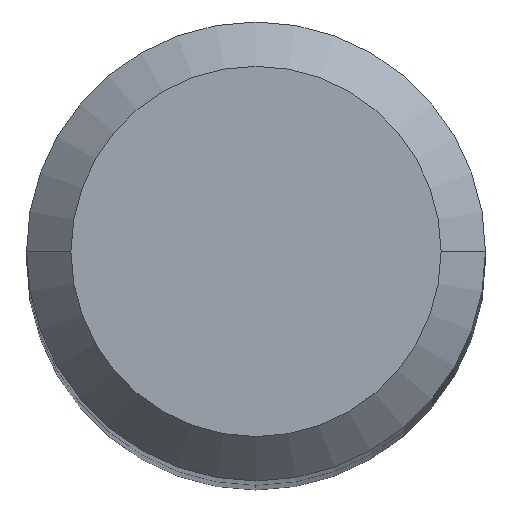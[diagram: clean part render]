
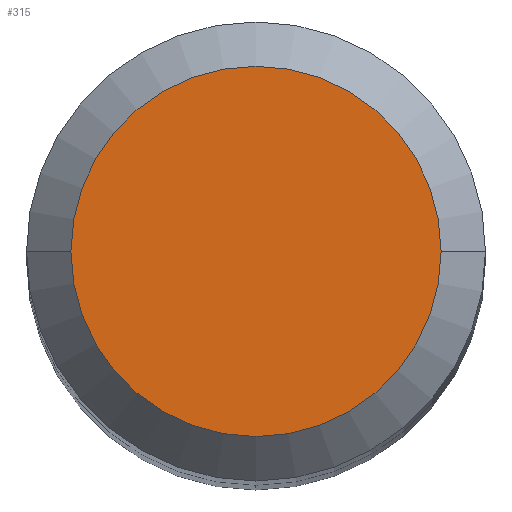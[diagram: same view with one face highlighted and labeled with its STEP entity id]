
A CAD part, top view. The second image highlights one B-rep face of the part: STEP entity #315.
In plain terms, the highlighted planar face has unit normal (0, 0, 1).
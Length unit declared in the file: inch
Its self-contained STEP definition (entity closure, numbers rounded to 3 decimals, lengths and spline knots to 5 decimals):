
#14 = VERTEX_POINT ( 'NONE', #354 ) ;
#22 = ORIENTED_EDGE ( 'NONE', *, *, #34, .T. ) ;
#24 = DIRECTION ( 'NONE',  ( 0., 0., -1. ) ) ;
#34 = EDGE_CURVE ( 'NONE', #14, #119, #177, .T. ) ;
#43 = EDGE_CURVE ( 'NONE', #119, #14, #256, .T. ) ;
#51 = EDGE_LOOP ( 'NONE', ( #122, #22 ) ) ;
#77 = DIRECTION ( 'NONE',  ( -1., 0., 0. ) ) ;
#119 = VERTEX_POINT ( 'NONE', #368 ) ;
#122 = ORIENTED_EDGE ( 'NONE', *, *, #43, .T. ) ;
#149 = AXIS2_PLACEMENT_3D ( 'NONE', #264, #24, #77 ) ;
#163 = AXIS2_PLACEMENT_3D ( 'NONE', #248, #365, #336 ) ;
#177 = CIRCLE ( 'NONE', #163, 0.13025 ) ;
#197 = FACE_OUTER_BOUND ( 'NONE', #51, .T. ) ;
#238 = PLANE ( 'NONE',  #149 ) ;
#248 = CARTESIAN_POINT ( 'NONE',  ( 0., 0., 0. ) ) ;
#256 = CIRCLE ( 'NONE', #305, 0.13025 ) ;
#264 = CARTESIAN_POINT ( 'NONE',  ( 0., 0., 0. ) ) ;
#296 = DIRECTION ( 'NONE',  ( 0., 0., 1. ) ) ;
#305 = AXIS2_PLACEMENT_3D ( 'NONE', #333, #296, #326 ) ;
#315 = ADVANCED_FACE ( 'NONE', ( #197 ), #238, .F. ) ;
#326 = DIRECTION ( 'NONE',  ( 1., 0., 0. ) ) ;
#333 = CARTESIAN_POINT ( 'NONE',  ( 0., 0., 0. ) ) ;
#336 = DIRECTION ( 'NONE',  ( 1., 0., 0. ) ) ;
#354 = CARTESIAN_POINT ( 'NONE',  ( 0.13025, 0., 0. ) ) ;
#365 = DIRECTION ( 'NONE',  ( 0., 0., 1. ) ) ;
#368 = CARTESIAN_POINT ( 'NONE',  ( -0.13025, 0., 0. ) ) ;
